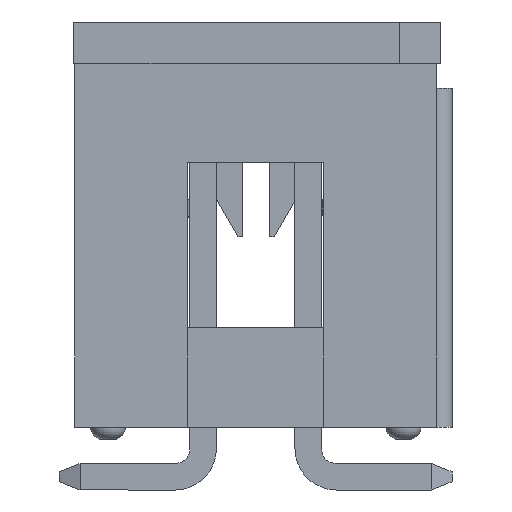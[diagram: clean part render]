
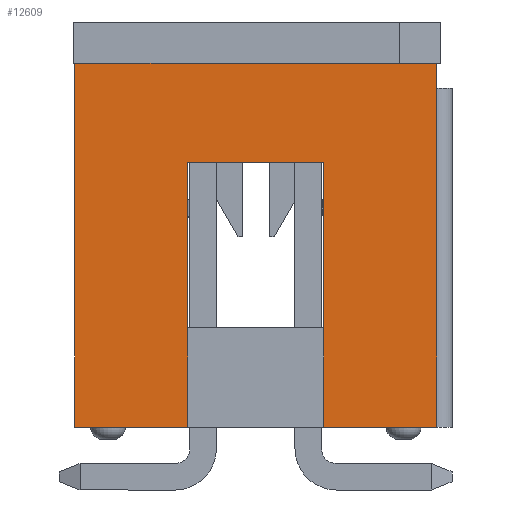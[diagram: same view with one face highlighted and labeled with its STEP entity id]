
A CAD part, front view. The second image highlights one B-rep face of the part: STEP entity #12609.
In plain terms, the highlighted face is planar.
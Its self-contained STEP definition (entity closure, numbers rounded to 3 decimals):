
#704=ORIENTED_EDGE('',*,*,#3111,.T.);
#705=ORIENTED_EDGE('',*,*,#2930,.F.);
#706=ORIENTED_EDGE('',*,*,#2922,.T.);
#707=ORIENTED_EDGE('',*,*,#2924,.T.);
#708=ORIENTED_EDGE('',*,*,#3112,.T.);
#709=ORIENTED_EDGE('',*,*,#3094,.F.);
#710=ORIENTED_EDGE('',*,*,#2798,.F.);
#711=ORIENTED_EDGE('',*,*,#3101,.T.);
#2798=EDGE_CURVE('',#4065,#4066,#4841,.T.);
#2922=EDGE_CURVE('',#4152,#4154,#4952,.T.);
#2924=EDGE_CURVE('',#4154,#4155,#4954,.T.);
#2930=EDGE_CURVE('',#4152,#4159,#4960,.T.);
#3094=EDGE_CURVE('',#4066,#4274,#5123,.T.);
#3101=EDGE_CURVE('',#4065,#4278,#5130,.T.);
#3111=EDGE_CURVE('',#4278,#4159,#5139,.T.);
#3112=EDGE_CURVE('',#4155,#4274,#5140,.T.);
#4065=VERTEX_POINT('',#16047);
#4066=VERTEX_POINT('',#16049);
#4152=VERTEX_POINT('',#16306);
#4154=VERTEX_POINT('',#16310);
#4155=VERTEX_POINT('',#16314);
#4159=VERTEX_POINT('',#16323);
#4274=VERTEX_POINT('',#16654);
#4278=VERTEX_POINT('',#16665);
#4841=LINE('',#16048,#6028);
#4952=LINE('',#16311,#6139);
#4954=LINE('',#16316,#6141);
#4960=LINE('',#16327,#6147);
#5123=LINE('',#16653,#6310);
#5130=LINE('',#16666,#6317);
#5139=LINE('',#16681,#6326);
#5140=LINE('',#16682,#6327);
#6028=VECTOR('',#13646,1000.);
#6139=VECTOR('',#13883,1000.);
#6141=VECTOR('',#13887,1000.);
#6147=VECTOR('',#13895,1000.);
#6310=VECTOR('',#14158,1000.);
#6317=VECTOR('',#14167,1000.);
#6326=VECTOR('',#14188,1000.);
#6327=VECTOR('',#14189,1000.);
#7323=EDGE_LOOP('',(#704,#705,#706,#707,#708,#709,#710,#711));
#7896=FACE_BOUND('',#7323,.T.);
#8455=PLANE('',#13154);
#12609=ADVANCED_FACE('',(#7896),#8455,.T.);
#13154=AXIS2_PLACEMENT_3D('',#16680,#14186,#14187);
#13646=DIRECTION('',(0.,1.,0.));
#13883=DIRECTION('',(0.,1.,0.));
#13887=DIRECTION('',(0.,0.,-1.));
#13895=DIRECTION('',(0.,0.,-1.));
#14158=DIRECTION('',(0.,0.,-1.));
#14167=DIRECTION('',(0.,0.,-1.));
#14186=DIRECTION('',(1.,0.,0.));
#14187=DIRECTION('',(0.,0.,-1.));
#14188=DIRECTION('',(0.,1.,0.));
#14189=DIRECTION('',(0.,1.,0.));
#16047=CARTESIAN_POINT('',(13.97,-4.375,4.4));
#16048=CARTESIAN_POINT('',(13.97,-4.375,4.4));
#16049=CARTESIAN_POINT('',(13.97,4.375,4.4));
#16306=CARTESIAN_POINT('',(13.97,-1.65,2.));
#16310=CARTESIAN_POINT('',(13.97,1.65,2.));
#16311=CARTESIAN_POINT('',(13.97,-1.65,2.));
#16314=CARTESIAN_POINT('',(13.97,1.65,-4.4));
#16316=CARTESIAN_POINT('',(13.97,1.65,2.));
#16323=CARTESIAN_POINT('',(13.97,-1.65,-4.4));
#16327=CARTESIAN_POINT('',(13.97,-1.65,2.));
#16653=CARTESIAN_POINT('',(13.97,4.375,4.4));
#16654=CARTESIAN_POINT('',(13.97,4.375,-4.4));
#16665=CARTESIAN_POINT('',(13.97,-4.375,-4.4));
#16666=CARTESIAN_POINT('',(13.97,-4.375,4.4));
#16680=CARTESIAN_POINT('',(13.97,-4.375,4.4));
#16681=CARTESIAN_POINT('',(13.97,-4.375,-4.4));
#16682=CARTESIAN_POINT('',(13.97,-4.375,-4.4));
